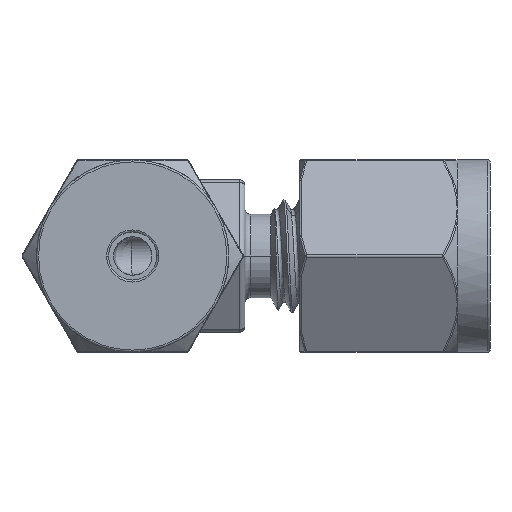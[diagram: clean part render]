
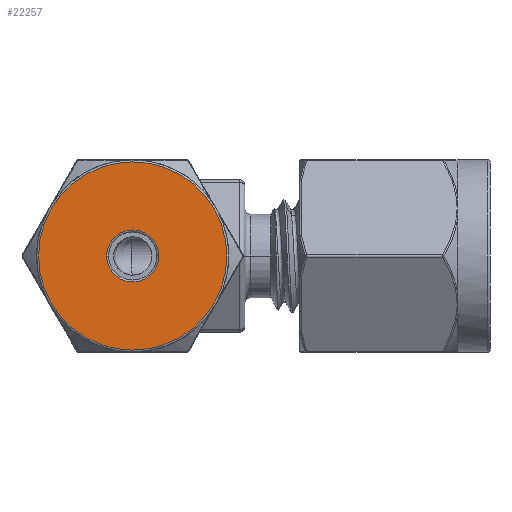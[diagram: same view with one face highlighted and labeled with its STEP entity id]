
A CAD part, front view. The second image highlights one B-rep face of the part: STEP entity #22257.
In plain terms, the highlighted face is planar.
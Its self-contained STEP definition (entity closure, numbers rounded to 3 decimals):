
#19160=CARTESIAN_POINT('',(0.,0.,0.));
#19161=DIRECTION('',(-1.,0.,0.));
#19162=DIRECTION('',(0.,1.,0.));
#19163=AXIS2_PLACEMENT_3D('',#19160,#19161,#19162);
#19165=CARTESIAN_POINT('',(0.,0.,0.));
#19166=DIRECTION('',(-1.,0.,0.));
#19167=DIRECTION('',(0.,-1.,0.));
#19168=AXIS2_PLACEMENT_3D('',#19165,#19166,#19167);
#19170=CARTESIAN_POINT('',(0.,0.,0.));
#19171=DIRECTION('',(1.,0.,0.));
#19172=DIRECTION('',(0.,0.,1.));
#19173=AXIS2_PLACEMENT_3D('',#19170,#19171,#19172);
#19175=CARTESIAN_POINT('',(0.,0.,0.));
#19176=DIRECTION('',(1.,0.,0.));
#19177=DIRECTION('',(0.,0.,-1.));
#19178=AXIS2_PLACEMENT_3D('',#19175,#19176,#19177);
#22070=CARTESIAN_POINT('',(0.,1.625,0.));
#22071=CARTESIAN_POINT('',(0.,-1.625,0.));
#22072=VERTEX_POINT('',#22070);
#22073=VERTEX_POINT('',#22071);
#22101=CARTESIAN_POINT('',(0.,0.,5.875));
#22102=CARTESIAN_POINT('',(0.,0.,-5.875));
#22103=VERTEX_POINT('',#22101);
#22104=VERTEX_POINT('',#22102);
#22240=CARTESIAN_POINT('',(0.,0.,0.));
#22241=DIRECTION('',(1.,0.,0.));
#22242=DIRECTION('',(0.,-1.,0.));
#22243=AXIS2_PLACEMENT_3D('',#22240,#22241,#22242);
#22244=PLANE('',#22243);
#22246=ORIENTED_EDGE('',*,*,#22245,.F.);
#22248=ORIENTED_EDGE('',*,*,#22247,.F.);
#22249=EDGE_LOOP('',(#22246,#22248));
#22250=FACE_OUTER_BOUND('',#22249,.F.);
#22252=ORIENTED_EDGE('',*,*,#22251,.F.);
#22254=ORIENTED_EDGE('',*,*,#22253,.F.);
#22255=EDGE_LOOP('',(#22252,#22254));
#22256=FACE_BOUND('',#22255,.F.);
#19164=CIRCLE('',#19163,1.625);
#19169=CIRCLE('',#19168,1.625);
#19174=CIRCLE('',#19173,5.875);
#19179=CIRCLE('',#19178,5.875);
#22245=EDGE_CURVE('',#22103,#22104,#19174,.T.);
#22247=EDGE_CURVE('',#22104,#22103,#19179,.T.);
#22251=EDGE_CURVE('',#22072,#22073,#19164,.T.);
#22253=EDGE_CURVE('',#22073,#22072,#19169,.T.);
#22257=ADVANCED_FACE('',(#22250,#22256),#22244,.T.);
